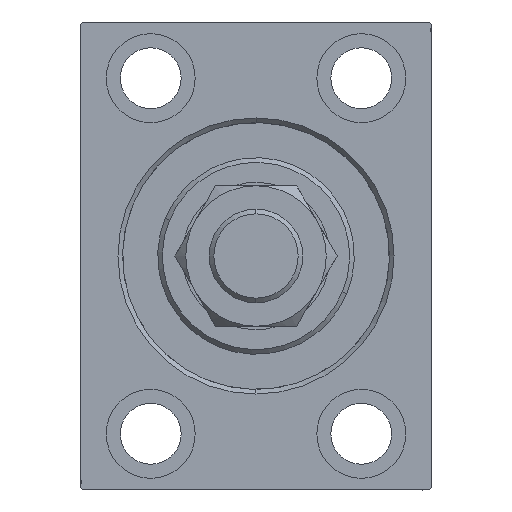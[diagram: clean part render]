
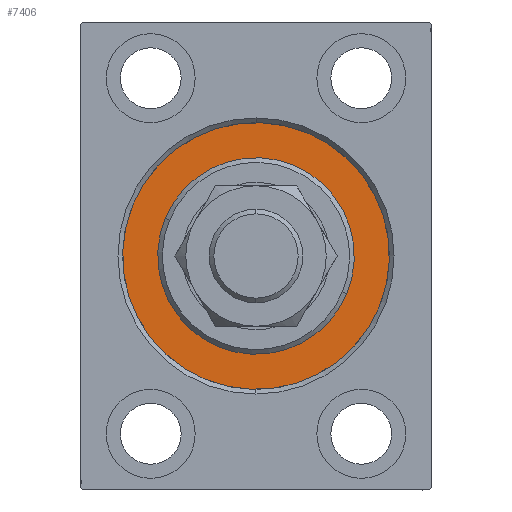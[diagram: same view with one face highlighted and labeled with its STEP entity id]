
A CAD part, left-side view. The second image highlights one B-rep face of the part: STEP entity #7406.
In plain terms, the highlighted face is planar.
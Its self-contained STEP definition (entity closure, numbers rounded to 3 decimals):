
#321 = EDGE_CURVE ( 'NONE', #10221, #45215, #7164, .T. ) ;
#511 = DIRECTION ( 'NONE',  ( 1., 0., 0. ) ) ;
#850 = EDGE_LOOP ( 'NONE', ( #42276, #18972 ) ) ;
#1773 = ORIENTED_EDGE ( 'NONE', *, *, #8496, .F. ) ;
#3761 = CARTESIAN_POINT ( 'NONE',  ( 0., 0., 0. ) ) ;
#5326 = DIRECTION ( 'NONE',  ( 0., 0., 1. ) ) ;
#7164 = CIRCLE ( 'NONE', #38878, 21. ) ;
#7406 = ADVANCED_FACE ( 'NONE', ( #8143, #28471 ), #42807, .F. ) ;
#7455 = AXIS2_PLACEMENT_3D ( 'NONE', #15260, #22432, #25668 ) ;
#8143 = FACE_BOUND ( 'NONE', #850, .T. ) ;
#8496 = EDGE_CURVE ( 'NONE', #44941, #19712, #45025, .T. ) ;
#9970 = CARTESIAN_POINT ( 'NONE',  ( 0., 0., -21. ) ) ;
#10221 = VERTEX_POINT ( 'NONE', #24843 ) ;
#12576 = AXIS2_PLACEMENT_3D ( 'NONE', #15927, #36969, #5326 ) ;
#14860 = CARTESIAN_POINT ( 'NONE',  ( 0., 0., 28.5 ) ) ;
#15260 = CARTESIAN_POINT ( 'NONE',  ( 0., 0., 0. ) ) ;
#15291 = DIRECTION ( 'NONE',  ( -1., 0., 0. ) ) ;
#15927 = CARTESIAN_POINT ( 'NONE',  ( 0., 0., 0. ) ) ;
#18091 = CARTESIAN_POINT ( 'NONE',  ( 0., 0., 0. ) ) ;
#18972 = ORIENTED_EDGE ( 'NONE', *, *, #37834, .F. ) ;
#19712 = VERTEX_POINT ( 'NONE', #33492 ) ;
#21780 = DIRECTION ( 'NONE',  ( 0., 0., 1. ) ) ;
#22132 = AXIS2_PLACEMENT_3D ( 'NONE', #18091, #15291, #21780 ) ;
#22432 = DIRECTION ( 'NONE',  ( -1., 0., 0. ) ) ;
#24026 = ORIENTED_EDGE ( 'NONE', *, *, #40868, .F. ) ;
#24843 = CARTESIAN_POINT ( 'NONE',  ( 0., 0., 21. ) ) ;
#25668 = DIRECTION ( 'NONE',  ( 0., 0., 1. ) ) ;
#25880 = CIRCLE ( 'NONE', #7455, 28.5 ) ;
#28471 = FACE_OUTER_BOUND ( 'NONE', #39447, .T. ) ;
#30659 = CARTESIAN_POINT ( 'NONE',  ( 0., 0., 0. ) ) ;
#33492 = CARTESIAN_POINT ( 'NONE',  ( 0., 0., -28.5 ) ) ;
#33952 = CIRCLE ( 'NONE', #38376, 21. ) ;
#36733 = DIRECTION ( 'NONE',  ( 1., 0., 0. ) ) ;
#36969 = DIRECTION ( 'NONE',  ( -1., 0., 0. ) ) ;
#37834 = EDGE_CURVE ( 'NONE', #45215, #10221, #33952, .T. ) ;
#38376 = AXIS2_PLACEMENT_3D ( 'NONE', #3761, #511, #39096 ) ;
#38878 = AXIS2_PLACEMENT_3D ( 'NONE', #30659, #36733, #41066 ) ;
#39096 = DIRECTION ( 'NONE',  ( 0., 0., -1. ) ) ;
#39447 = EDGE_LOOP ( 'NONE', ( #24026, #1773 ) ) ;
#40868 = EDGE_CURVE ( 'NONE', #19712, #44941, #25880, .T. ) ;
#41066 = DIRECTION ( 'NONE',  ( 0., 0., -1. ) ) ;
#42276 = ORIENTED_EDGE ( 'NONE', *, *, #321, .F. ) ;
#42807 = PLANE ( 'NONE',  #22132 ) ;
#44941 = VERTEX_POINT ( 'NONE', #14860 ) ;
#45025 = CIRCLE ( 'NONE', #12576, 28.5 ) ;
#45215 = VERTEX_POINT ( 'NONE', #9970 ) ;
